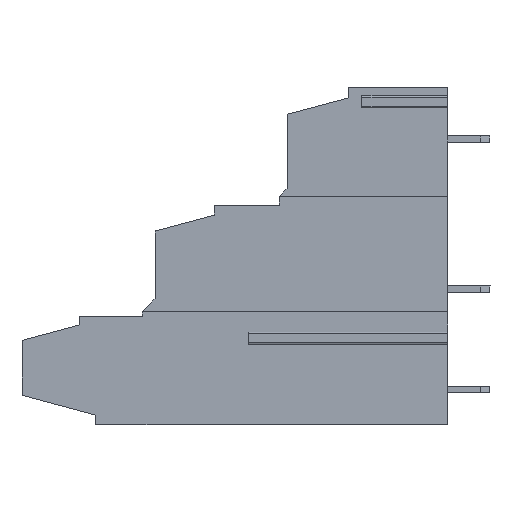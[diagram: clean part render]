
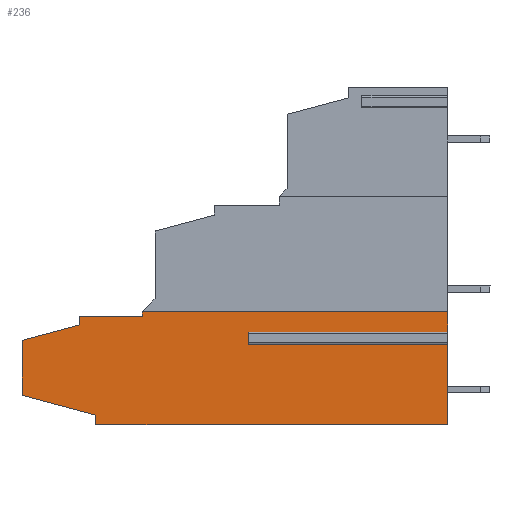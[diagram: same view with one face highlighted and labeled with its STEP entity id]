
A CAD part, left-side view. The second image highlights one B-rep face of the part: STEP entity #236.
In plain terms, the highlighted planar face has unit normal (-1, 0, 0).
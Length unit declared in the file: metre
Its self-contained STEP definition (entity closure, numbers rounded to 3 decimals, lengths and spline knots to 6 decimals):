
#236=ADVANCED_FACE('',(#674),#675,.T.);
#674=FACE_OUTER_BOUND('',#1343,.T.);
#675=PLANE('',#1344);
#1343=EDGE_LOOP('',(#2011,#2012,#2013,#2014,#2015,#2016,#2017,#2018,#2019,#2020,#2021,#2022,#2023,#2024));
#1344=AXIS2_PLACEMENT_3D('',#2025,#2026,#2027);
#2011=ORIENTED_EDGE('',*,*,#3894,.T.);
#2012=ORIENTED_EDGE('',*,*,#3895,.F.);
#2013=ORIENTED_EDGE('',*,*,#3896,.T.);
#2014=ORIENTED_EDGE('',*,*,#3897,.T.);
#2015=ORIENTED_EDGE('',*,*,#3898,.T.);
#2016=ORIENTED_EDGE('',*,*,#3899,.T.);
#2017=ORIENTED_EDGE('',*,*,#3900,.T.);
#2018=ORIENTED_EDGE('',*,*,#3901,.T.);
#2019=ORIENTED_EDGE('',*,*,#3902,.T.);
#2020=ORIENTED_EDGE('',*,*,#3903,.T.);
#2021=ORIENTED_EDGE('',*,*,#3904,.T.);
#2022=ORIENTED_EDGE('',*,*,#3905,.T.);
#2023=ORIENTED_EDGE('',*,*,#3906,.T.);
#2024=ORIENTED_EDGE('',*,*,#3907,.T.);
#2025=CARTESIAN_POINT('',(0.03048,0.026338,-0.020338));
#2026=DIRECTION('',(-1.0,0.,0.));
#2027=DIRECTION('',(0.,1.0,0.0));
#3894=EDGE_CURVE('',#4631,#4632,#4633,.T.);
#3895=EDGE_CURVE('',#4634,#4632,#4635,.T.);
#3896=EDGE_CURVE('',#4634,#4636,#4637,.T.);
#3897=EDGE_CURVE('',#4636,#4638,#4639,.T.);
#3898=EDGE_CURVE('',#4638,#4640,#4641,.T.);
#3899=EDGE_CURVE('',#4640,#4642,#4643,.T.);
#3900=EDGE_CURVE('',#4642,#4644,#4645,.T.);
#3901=EDGE_CURVE('',#4644,#4646,#4647,.T.);
#3902=EDGE_CURVE('',#4646,#4648,#4649,.T.);
#3903=EDGE_CURVE('',#4648,#4650,#4651,.T.);
#3904=EDGE_CURVE('',#4650,#4652,#4653,.T.);
#3905=EDGE_CURVE('',#4652,#4654,#4655,.T.);
#3906=EDGE_CURVE('',#4654,#4656,#4657,.T.);
#3907=EDGE_CURVE('',#4656,#4631,#4658,.T.);
#4631=VERTEX_POINT('',#5715);
#4632=VERTEX_POINT('',#5716);
#4633=LINE('',#5717,#5718);
#4634=VERTEX_POINT('',#5719);
#4635=LINE('',#5720,#5721);
#4636=VERTEX_POINT('',#5722);
#4637=LINE('',#5723,#5724);
#4638=VERTEX_POINT('',#5725);
#4639=LINE('',#5726,#5727);
#4640=VERTEX_POINT('',#5728);
#4641=LINE('',#5729,#5730);
#4642=VERTEX_POINT('',#5731);
#4643=LINE('',#5732,#5733);
#4644=VERTEX_POINT('',#5734);
#4645=LINE('',#5735,#5736);
#4646=VERTEX_POINT('',#5737);
#4647=LINE('',#5738,#5739);
#4648=VERTEX_POINT('',#5740);
#4649=LINE('',#5741,#5742);
#4650=VERTEX_POINT('',#5743);
#4651=LINE('',#5744,#5745);
#4652=VERTEX_POINT('',#5746);
#4653=LINE('',#5747,#5748);
#4654=VERTEX_POINT('',#5749);
#4655=LINE('',#5750,#5751);
#4656=VERTEX_POINT('',#5752);
#4657=LINE('',#5753,#5754);
#4658=LINE('',#5755,#5756);
#5715=CARTESIAN_POINT('',(0.03048,0.,-0.0343));
#5716=CARTESIAN_POINT('',(0.03048,0.,-0.026003));
#5717=CARTESIAN_POINT('',(0.03048,0.,0.0001));
#5718=VECTOR('',#7234,1.0);
#5719=CARTESIAN_POINT('',(0.03048,0.0202,-0.026003));
#5720=CARTESIAN_POINT('',(0.03048,0.0195,-0.026003));
#5721=VECTOR('',#7235,1.0);
#5722=CARTESIAN_POINT('',(0.03048,0.0202,-0.024987));
#5723=CARTESIAN_POINT('',(0.03048,0.0202,-0.024987));
#5724=VECTOR('',#7236,1.0);
#5725=CARTESIAN_POINT('',(0.03048,0.,-0.024987));
#5726=CARTESIAN_POINT('',(0.03048,0.0195,-0.024987));
#5727=VECTOR('',#7237,1.0);
#5728=CARTESIAN_POINT('',(0.03048,0.,-0.0228));
#5729=CARTESIAN_POINT('',(0.03048,0.,0.0001));
#5730=VECTOR('',#7238,1.0);
#5731=CARTESIAN_POINT('',(0.03048,0.031,-0.0228));
#5732=CARTESIAN_POINT('',(0.03048,0.03715,-0.0228));
#5733=VECTOR('',#7239,1.0);
#5734=CARTESIAN_POINT('',(0.03048,0.031,-0.0233));
#5735=CARTESIAN_POINT('',(0.03048,0.031,-0.020238));
#5736=VECTOR('',#7240,1.0);
#5737=CARTESIAN_POINT('',(0.03048,0.03735,-0.0233));
#5738=CARTESIAN_POINT('',(0.03048,0.03715,-0.0233));
#5739=VECTOR('',#7241,1.0);
#5740=CARTESIAN_POINT('',(0.03048,0.03735,-0.02414));
#5741=CARTESIAN_POINT('',(0.03048,0.03735,-0.02831));
#5742=VECTOR('',#7242,1.0);
#5743=CARTESIAN_POINT('',(0.03048,0.0432,-0.02571));
#5744=CARTESIAN_POINT('',(0.03048,0.0432,-0.02571));
#5745=VECTOR('',#7243,1.0);
#5746=CARTESIAN_POINT('',(0.03048,0.0432,-0.03129));
#5747=CARTESIAN_POINT('',(0.03048,0.0432,-0.03079));
#5748=VECTOR('',#7244,1.0);
#5749=CARTESIAN_POINT('',(0.03048,0.0357,-0.033302));
#5750=CARTESIAN_POINT('',(0.03048,0.0432,-0.03129));
#5751=VECTOR('',#7245,1.0);
#5752=CARTESIAN_POINT('',(0.03048,0.0357,-0.0343));
#5753=CARTESIAN_POINT('',(0.03048,0.0357,-0.0329));
#5754=VECTOR('',#7246,1.0);
#5755=CARTESIAN_POINT('',(0.03048,0.037,-0.0343));
#5756=VECTOR('',#7247,1.0);
#7234=DIRECTION('',(0.,0.,1.0));
#7235=DIRECTION('',(0.,-1.0,0.));
#7236=DIRECTION('',(0.,0.,1.0));
#7237=DIRECTION('',(0.,-1.0,0.));
#7238=DIRECTION('',(0.,0.,1.0));
#7239=DIRECTION('',(0.,1.0,0.));
#7240=DIRECTION('',(0.,0.,-1.0));
#7241=DIRECTION('',(0.,1.0,0.));
#7242=DIRECTION('',(0.,0.,-1.0));
#7243=DIRECTION('',(0.,0.966,-0.259));
#7244=DIRECTION('',(0.,0.,-1.0));
#7245=DIRECTION('',(0.,-0.966,-0.259));
#7246=DIRECTION('',(0.,0.,-1.0));
#7247=DIRECTION('',(0.,-1.0,0.));
